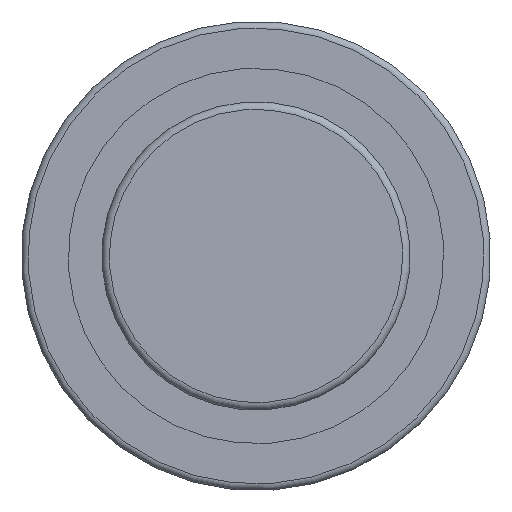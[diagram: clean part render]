
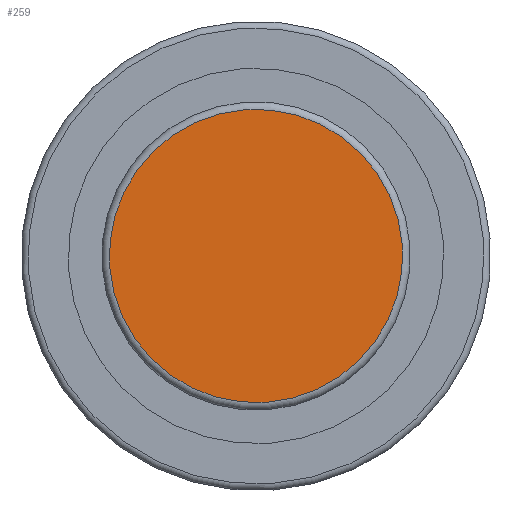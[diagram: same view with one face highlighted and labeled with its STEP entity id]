
A CAD part, front view. The second image highlights one B-rep face of the part: STEP entity #259.
In plain terms, the highlighted planar face has unit normal (0, -1, 0).
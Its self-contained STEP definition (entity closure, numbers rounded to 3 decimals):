
#21=PLANE('',#314);
#39=FACE_OUTER_BOUND('',#57,.T.);
#57=EDGE_LOOP('',(#211,#212));
#95=CIRCLE('',#307,4.374);
#99=CIRCLE('',#311,4.374);
#119=VERTEX_POINT('',#464);
#120=VERTEX_POINT('',#465);
#148=EDGE_CURVE('',#119,#120,#95,.T.);
#152=EDGE_CURVE('',#120,#119,#99,.T.);
#211=ORIENTED_EDGE('',*,*,#148,.F.);
#212=ORIENTED_EDGE('',*,*,#152,.F.);
#259=ADVANCED_FACE('',(#39),#21,.T.);
#307=AXIS2_PLACEMENT_3D('',#466,#384,#385);
#311=AXIS2_PLACEMENT_3D('',#472,#392,#393);
#314=AXIS2_PLACEMENT_3D('',#477,#399,#400);
#384=DIRECTION('center_axis',(0.,1.,0.));
#385=DIRECTION('ref_axis',(0.901,0.,-0.433));
#392=DIRECTION('center_axis',(0.,1.,0.));
#393=DIRECTION('ref_axis',(0.901,0.,-0.433));
#399=DIRECTION('center_axis',(0.,-1.,0.));
#400=DIRECTION('ref_axis',(0.901,0.,-0.433));
#464=CARTESIAN_POINT('',(-3.943,-7.253,1.893));
#465=CARTESIAN_POINT('',(1.893,-7.253,3.943));
#466=CARTESIAN_POINT('Origin',(0.,-7.253,0.));
#472=CARTESIAN_POINT('Origin',(0.,-7.253,0.));
#477=CARTESIAN_POINT('Origin',(0.,-7.253,0.));
